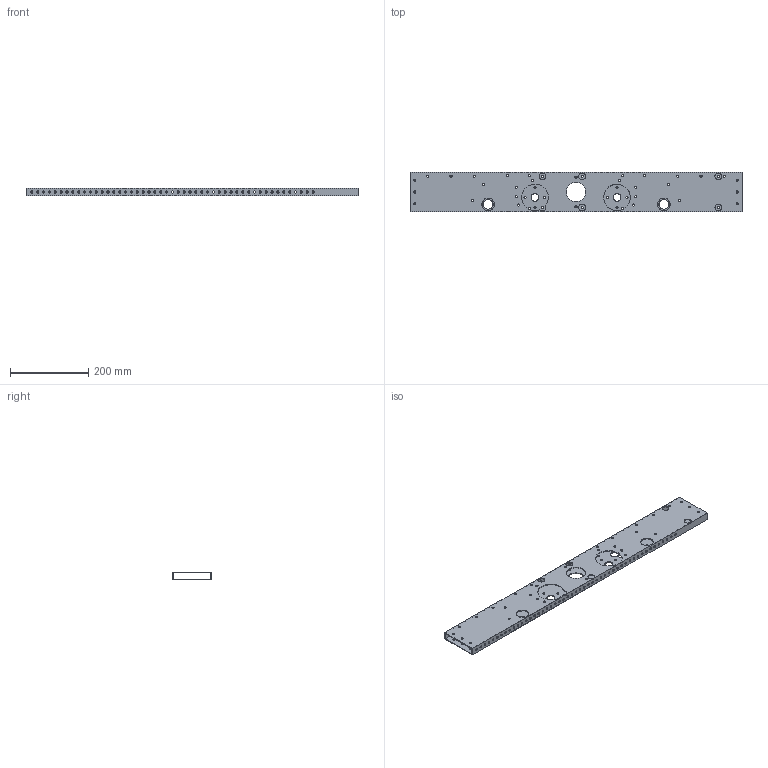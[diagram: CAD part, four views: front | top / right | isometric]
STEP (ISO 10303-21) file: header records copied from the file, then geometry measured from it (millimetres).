
FILE_DESCRIPTION(/* description */ (''),/* implementation_level */ '2;1');
FILE_NAME(/* name */ '主动型材.stp',/* time_stamp */ '2019-11-15T22:45:50+08:00',/* author */ ('Mark'),/* organization */ (''),/* preprocessor_version */ 'ST-DEVELOPER v17',/* originating_system */ 'Autodesk Inventor 2019',/* authorisation */ '');
FILE_SCHEMA (('AUTOMOTIVE_DESIGN { 1 0 10303 214 3 1 1 }'));
Length unit declared in the file: millimetre
Products named in the file (1): Side Extrusion
Bounding box: 850 x 100 x 20 mm (x, y, z)
Volume: 351145.7 mm3; surface area: 361921.7 mm2
Topology: 1 solids, 1 shells, 218 faces, 671 edges, 446 vertices
Faces by surface type: cylinder 201, plane 17
Full cylindrical faces by diameter (mm): 4.5 x6, 5.5 x170, 15 x2, 17.5 x5, 20 x2, 21 x4, 24.6 x2, 32.6 x2, 50 x2
Entity records: 8572 total; most frequent: DIRECTION 1527, ORIENTED_EDGE 1342, CARTESIAN_POINT 1336, EDGE_CURVE 671, AXIS2_PLACEMENT_3D 637, EDGE_LOOP 605, VERTEX_POINT 446, CIRCLE 418
